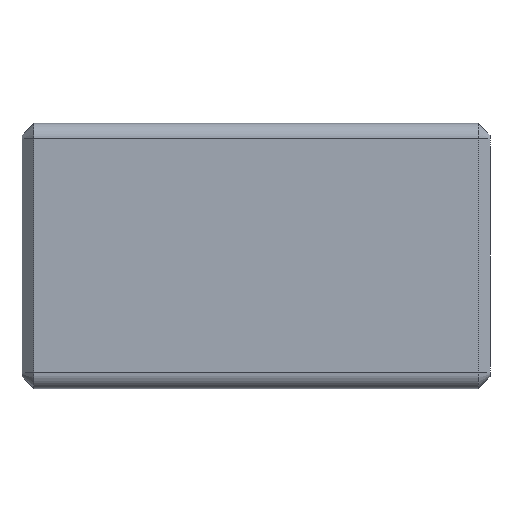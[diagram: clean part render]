
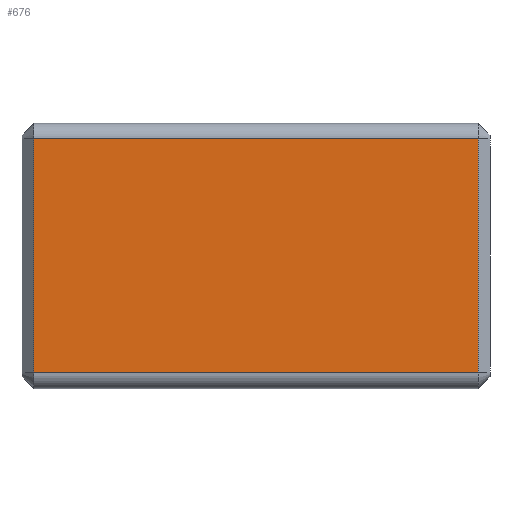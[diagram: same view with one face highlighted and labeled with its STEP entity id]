
A CAD part, left-side view. The second image highlights one B-rep face of the part: STEP entity #676.
In plain terms, the highlighted planar face has unit normal (-1, 0, 0).
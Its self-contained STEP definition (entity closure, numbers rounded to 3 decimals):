
#68=FACE_OUTER_BOUND('',#108,.T.);
#108=EDGE_LOOP('',(#545,#546,#547,#548));
#140=LINE('',#997,#219);
#164=LINE('',#1054,#243);
#176=LINE('',#1088,#255);
#177=LINE('',#1090,#256);
#219=VECTOR('',#804,10.);
#243=VECTOR('',#850,10.);
#255=VECTOR('',#892,10.);
#256=VECTOR('',#895,10.);
#295=VERTEX_POINT('',#987);
#297=VERTEX_POINT('',#993);
#317=VERTEX_POINT('',#1047);
#320=VERTEX_POINT('',#1052);
#362=EDGE_CURVE('',#295,#297,#140,.T.);
#390=EDGE_CURVE('',#320,#317,#164,.T.);
#408=EDGE_CURVE('',#317,#295,#176,.T.);
#409=EDGE_CURVE('',#297,#320,#177,.T.);
#545=ORIENTED_EDGE('',*,*,#362,.F.);
#546=ORIENTED_EDGE('',*,*,#408,.F.);
#547=ORIENTED_EDGE('',*,*,#390,.F.);
#548=ORIENTED_EDGE('',*,*,#409,.F.);
#638=PLANE('',#745);
#676=ADVANCED_FACE('',(#68),#638,.T.);
#745=AXIS2_PLACEMENT_3D('',#1089,#893,#894);
#804=DIRECTION('',(0.,0.,1.));
#850=DIRECTION('',(0.,0.,-1.));
#892=DIRECTION('',(0.,1.,0.));
#893=DIRECTION('center_axis',(-1.,0.,0.));
#894=DIRECTION('ref_axis',(0.,0.,1.));
#895=DIRECTION('',(0.,-1.,0.));
#987=CARTESIAN_POINT('',(-3.,28.5,-1.));
#993=CARTESIAN_POINT('',(-3.,28.5,29.));
#997=CARTESIAN_POINT('',(-3.,28.5,5.5));
#1047=CARTESIAN_POINT('',(-3.,-28.5,-1.));
#1052=CARTESIAN_POINT('',(-3.,-28.5,29.));
#1054=CARTESIAN_POINT('',(-3.,-28.5,5.5));
#1088=CARTESIAN_POINT('',(-3.,0.,-1.));
#1089=CARTESIAN_POINT('Origin',(-3.,0.,-3.));
#1090=CARTESIAN_POINT('',(-3.,0.,29.));
